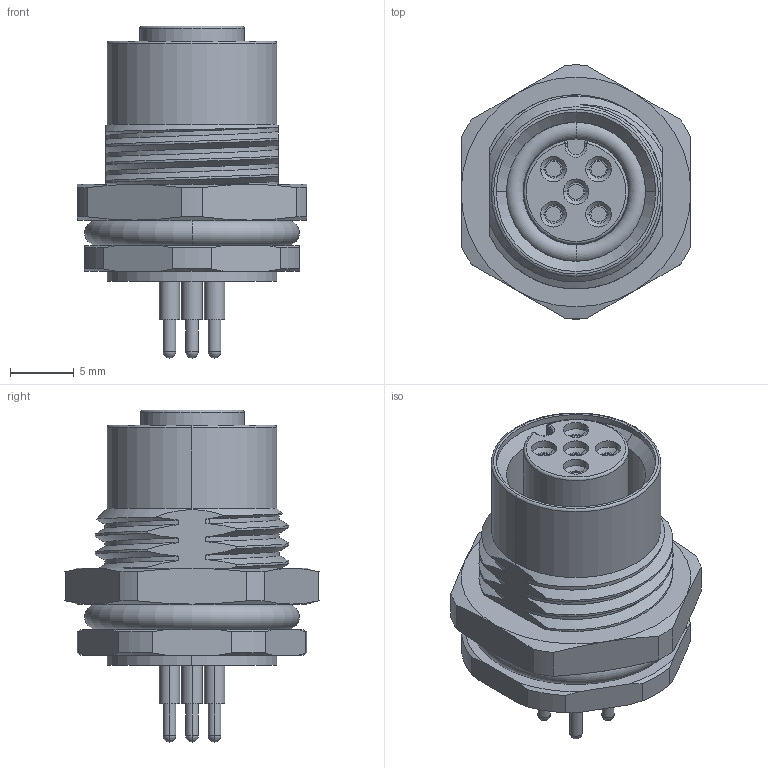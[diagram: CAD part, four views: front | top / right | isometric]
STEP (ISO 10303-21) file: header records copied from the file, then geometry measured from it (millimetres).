
FILE_DESCRIPTION((''),'2;1');
FILE_NAME('C-T4141012051-000','2016-08-05T',('workeradm'),('Tyco Electronics Ltd.'),'CREO PARAMETRIC BY PTC INC, 2016050','CREO PARAMETRIC BY PTC INC, 2016050','');
FILE_SCHEMA(('AUTOMOTIVE_DESIGN { 1 0 10303 214 1 1 1 1 }'));
Length unit declared in the file: millimetre
Products named in the file (1): C-T4141012051-000
Bounding box: 18 x 19.89 x 26 mm (x, y, z)
Volume: 3159.8 mm3; surface area: 2343.5 mm2
Topology: 1 solids, 1 shells, 200 faces, 477 edges, 296 vertices
Faces by surface type: cylinder 75, plane 40, cone 38, bspline 27, sphere 12, torus 8
Entity records: 12769 total; most frequent: CARTESIAN_POINT 8151, ORIENTED_EDGE 934, DIRECTION 897, EDGE_CURVE 467, AXIS2_PLACEMENT_3D 376, VERTEX_POINT 296, EDGE_LOOP 227, CIRCLE 203
